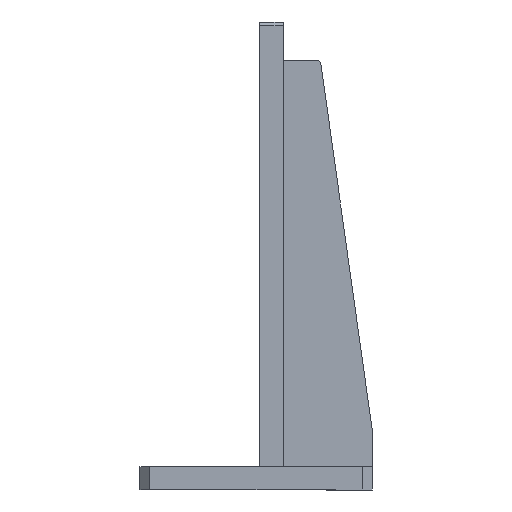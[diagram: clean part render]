
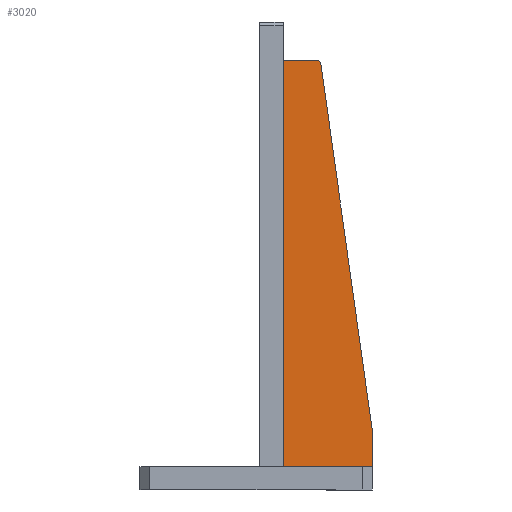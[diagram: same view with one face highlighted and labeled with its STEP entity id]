
A CAD part, left-side view. The second image highlights one B-rep face of the part: STEP entity #3020.
In plain terms, the highlighted planar face has unit normal (-1, 0, 0).
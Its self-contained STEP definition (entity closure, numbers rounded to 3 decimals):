
#461 = DIRECTION ( 'NONE',  ( 0., 0., -1. ) ) ;
#1345 = VECTOR ( 'NONE', #10049, 1000. ) ;
#1708 = CARTESIAN_POINT ( 'NONE',  ( -43.5, -31.461, 220.836 ) ) ;
#2071 = EDGE_CURVE ( 'NONE', #8994, #7006, #10257, .T. ) ;
#2204 = DIRECTION ( 'NONE',  ( 0., -0.139, -0.99 ) ) ;
#2670 = EDGE_CURVE ( 'NONE', #7370, #3433, #12951, .T. ) ;
#2887 = CARTESIAN_POINT ( 'NONE',  ( -43.5, -30.297, 222. ) ) ;
#3020 = ADVANCED_FACE ( 'NONE', ( #5604 ), #8696, .F. ) ;
#3109 = ORIENTED_EDGE ( 'NONE', *, *, #2071, .F. ) ;
#3317 = CARTESIAN_POINT ( 'NONE',  ( -43.5, -58., 12. ) ) ;
#3404 = CARTESIAN_POINT ( 'NONE',  ( -43.5, -12., 222. ) ) ;
#3433 = VERTEX_POINT ( 'NONE', #3404 ) ;
#3856 = CARTESIAN_POINT ( 'NONE',  ( -43.5, -12., 12. ) ) ;
#4117 = CARTESIAN_POINT ( 'NONE',  ( -43.5, -12., 13. ) ) ;
#4474 = LINE ( 'NONE', #7023, #9086 ) ;
#5174 = CARTESIAN_POINT ( 'NONE',  ( -43.5, -58., 32. ) ) ;
#5318 = EDGE_CURVE ( 'NONE', #9454, #8994, #5781, .T. ) ;
#5587 = LINE ( 'NONE', #1708, #10683 ) ;
#5604 = FACE_OUTER_BOUND ( 'NONE', #12068, .T. ) ;
#5781 = LINE ( 'NONE', #5174, #8320 ) ;
#6020 = VECTOR ( 'NONE', #2204, 1000. ) ;
#6129 = ORIENTED_EDGE ( 'NONE', *, *, #2670, .F. ) ;
#6361 = AXIS2_PLACEMENT_3D ( 'NONE', #11780, #9718, #10842 ) ;
#6646 = LINE ( 'NONE', #11545, #6020 ) ;
#6872 = CARTESIAN_POINT ( 'NONE',  ( -43.5, -13., 12. ) ) ;
#6970 = DIRECTION ( 'NONE',  ( 0., -1., 0. ) ) ;
#7006 = VERTEX_POINT ( 'NONE', #6872 ) ;
#7023 = CARTESIAN_POINT ( 'NONE',  ( -43.5, -12., 222. ) ) ;
#7138 = EDGE_CURVE ( 'NONE', #3433, #11276, #4474, .T. ) ;
#7223 = EDGE_CURVE ( 'NONE', #10940, #11276, #5587, .T. ) ;
#7370 = VERTEX_POINT ( 'NONE', #8993 ) ;
#8320 = VECTOR ( 'NONE', #461, 1000. ) ;
#8351 = EDGE_CURVE ( 'NONE', #7370, #7006, #10964, .T. ) ;
#8407 = DIRECTION ( 'NONE',  ( 0., 1., 0. ) ) ;
#8696 = PLANE ( 'NONE',  #6361 ) ;
#8974 = EDGE_CURVE ( 'NONE', #10940, #9454, #6646, .T. ) ;
#8993 = CARTESIAN_POINT ( 'NONE',  ( -43.5, -12., 13. ) ) ;
#8994 = VERTEX_POINT ( 'NONE', #3317 ) ;
#9086 = VECTOR ( 'NONE', #6970, 1000. ) ;
#9387 = ORIENTED_EDGE ( 'NONE', *, *, #7223, .T. ) ;
#9454 = VERTEX_POINT ( 'NONE', #10418 ) ;
#9718 = DIRECTION ( 'NONE',  ( 1., 0., 0. ) ) ;
#10049 = DIRECTION ( 'NONE',  ( 0., 0., 1. ) ) ;
#10257 = LINE ( 'NONE', #11406, #12322 ) ;
#10418 = CARTESIAN_POINT ( 'NONE',  ( -43.5, -58., 32. ) ) ;
#10683 = VECTOR ( 'NONE', #11766, 1000. ) ;
#10842 = DIRECTION ( 'NONE',  ( 0., 1., 0. ) ) ;
#10940 = VERTEX_POINT ( 'NONE', #13056 ) ;
#10964 = LINE ( 'NONE', #4117, #12405 ) ;
#11125 = DIRECTION ( 'NONE',  ( 0., -0.707, -0.707 ) ) ;
#11263 = ORIENTED_EDGE ( 'NONE', *, *, #7138, .F. ) ;
#11276 = VERTEX_POINT ( 'NONE', #2887 ) ;
#11406 = CARTESIAN_POINT ( 'NONE',  ( -43.5, -58., 12. ) ) ;
#11545 = CARTESIAN_POINT ( 'NONE',  ( -43.5, -31.297, 222. ) ) ;
#11766 = DIRECTION ( 'NONE',  ( 0., 0.707, 0.707 ) ) ;
#11780 = CARTESIAN_POINT ( 'NONE',  ( -43.5, -12., 12. ) ) ;
#12068 = EDGE_LOOP ( 'NONE', ( #6129, #12868, #3109, #12772, #12530, #9387, #11263 ) ) ;
#12322 = VECTOR ( 'NONE', #8407, 1000. ) ;
#12405 = VECTOR ( 'NONE', #11125, 1000. ) ;
#12530 = ORIENTED_EDGE ( 'NONE', *, *, #8974, .F. ) ;
#12772 = ORIENTED_EDGE ( 'NONE', *, *, #5318, .F. ) ;
#12868 = ORIENTED_EDGE ( 'NONE', *, *, #8351, .T. ) ;
#12951 = LINE ( 'NONE', #3856, #1345 ) ;
#13056 = CARTESIAN_POINT ( 'NONE',  ( -43.5, -31.461, 220.836 ) ) ;
